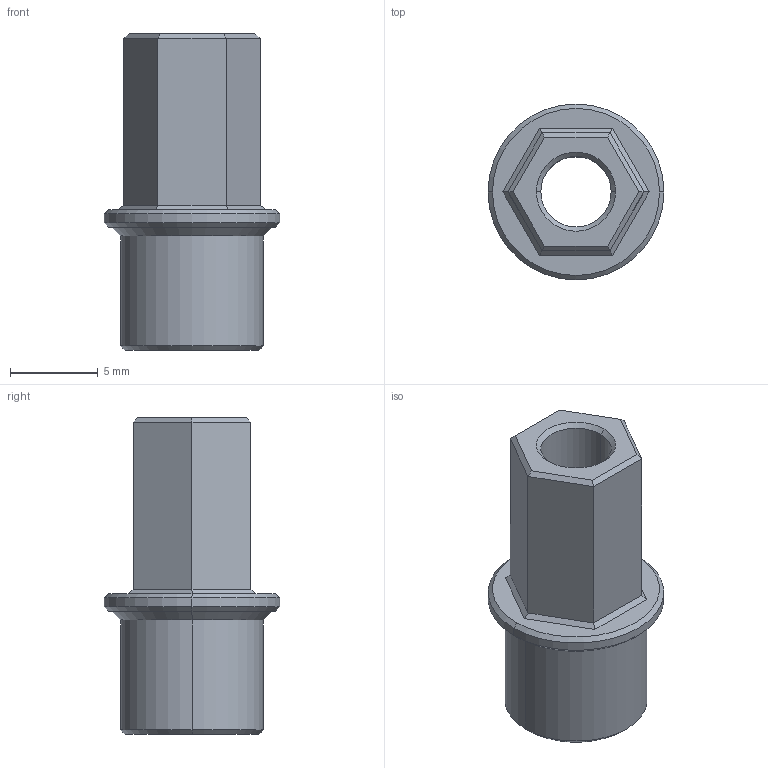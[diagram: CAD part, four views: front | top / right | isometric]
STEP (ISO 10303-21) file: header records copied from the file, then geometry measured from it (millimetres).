
FILE_DESCRIPTION (( 'STEP AP214' ), '1' );
FILE_NAME ('stubaxle_v0.2.STEP', '2025-03-21T17:29:18', ( '' ), ( '' ), 'SwSTEP 2.0', 'SolidWorks 2025', '' );
FILE_SCHEMA (( 'AUTOMOTIVE_DESIGN' ));
Length unit declared in the file: millimetre
Products named in the file (1): stubaxle_v0.2
Bounding box: 10 x 10 x 18 mm (x, y, z)
Volume: 528.9 mm3; surface area: 807.6 mm2
Topology: 1 solids, 1 shells, 50 faces, 110 edges, 64 vertices
Faces by surface type: plane 28, cone 13, cylinder 9
Entity records: 1375 total; most frequent: DIRECTION 242, CARTESIAN_POINT 237, ORIENTED_EDGE 220, EDGE_CURVE 110, AXIS2_PLACEMENT_3D 85, LINE 72, VECTOR 72, VERTEX_POINT 64
